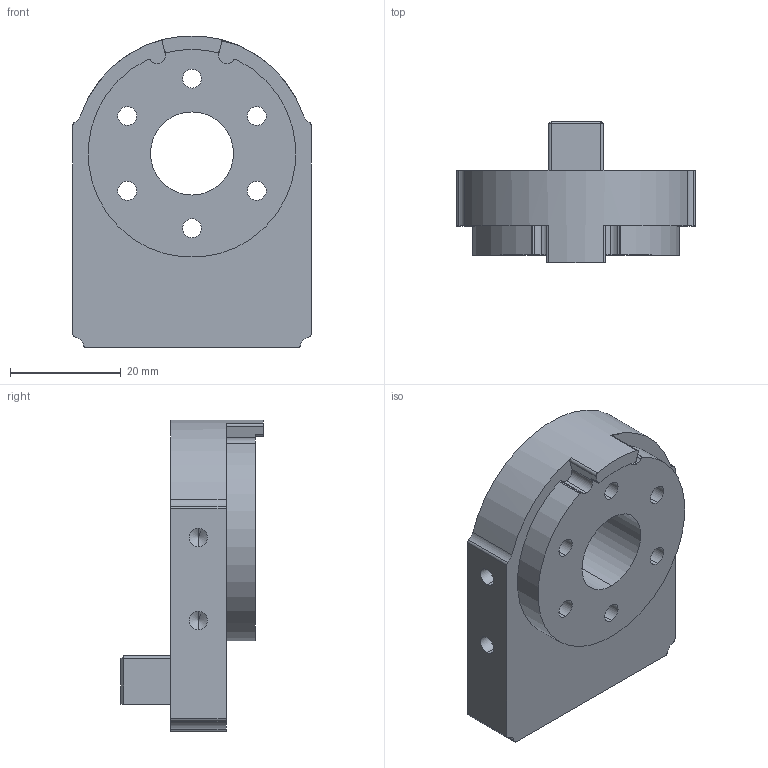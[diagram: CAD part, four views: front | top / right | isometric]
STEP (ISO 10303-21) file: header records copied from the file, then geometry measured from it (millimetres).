
FILE_DESCRIPTION (( 'STEP AP214' ), '1' );
FILE_NAME ('J2_B.STEP', '2025-08-20T01:22:15', ( '' ), ( '' ), 'SwSTEP 2.0', 'SolidWorks 2025', '' );
FILE_SCHEMA (( 'AUTOMOTIVE_DESIGN' ));
Length unit declared in the file: millimetre
Products named in the file (1): J2_B
Bounding box: 43 x 25.7 x 56.28 mm (x, y, z)
Volume: 22807 mm3; surface area: 9376.3 mm2
Topology: 1 solids, 1 shells, 108 faces, 284 edges, 176 vertices
Faces by surface type: cylinder 68, plane 26, cone 14
Entity records: 3327 total; most frequent: DIRECTION 626, CARTESIAN_POINT 555, ORIENTED_EDGE 540, EDGE_CURVE 270, AXIS2_PLACEMENT_3D 247, VERTEX_POINT 176, CIRCLE 138, EDGE_LOOP 134
